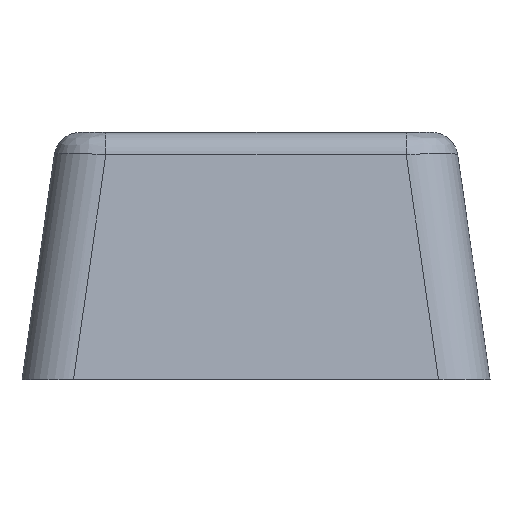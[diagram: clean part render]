
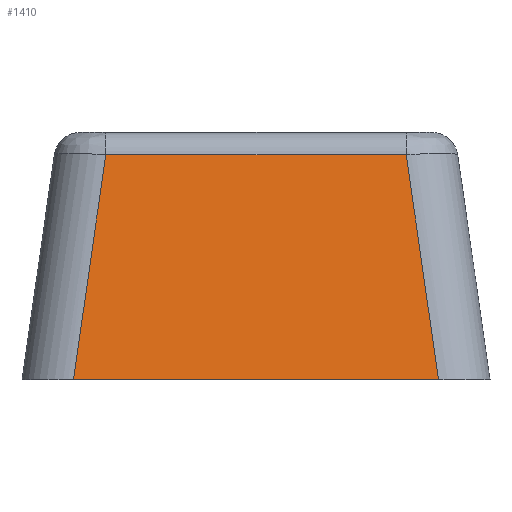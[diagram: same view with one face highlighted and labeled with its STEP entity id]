
A CAD part, left-side view. The second image highlights one B-rep face of the part: STEP entity #1410.
In plain terms, the highlighted planar face has unit normal (-0.99, 0, 0.142).
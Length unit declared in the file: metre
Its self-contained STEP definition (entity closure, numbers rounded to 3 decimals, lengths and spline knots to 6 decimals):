
#144=LINE('',#2032,#270);
#151=LINE('',#2060,#277);
#152=LINE('',#2062,#278);
#153=LINE('',#2064,#279);
#270=VECTOR('',#1640,1.);
#277=VECTOR('',#1663,1.);
#278=VECTOR('',#1664,1.);
#279=VECTOR('',#1665,1.);
#442=ORIENTED_EDGE('',*,*,#860,.T.);
#443=ORIENTED_EDGE('',*,*,#874,.T.);
#444=ORIENTED_EDGE('',*,*,#875,.T.);
#445=ORIENTED_EDGE('',*,*,#876,.T.);
#860=EDGE_CURVE('',#1077,#1076,#144,.T.);
#874=EDGE_CURVE('',#1076,#1090,#151,.T.);
#875=EDGE_CURVE('',#1090,#1091,#152,.F.);
#876=EDGE_CURVE('',#1091,#1077,#153,.F.);
#1076=VERTEX_POINT('',#2031);
#1077=VERTEX_POINT('',#2033);
#1090=VERTEX_POINT('',#2061);
#1091=VERTEX_POINT('',#2063);
#1198=EDGE_LOOP('',(#442,#443,#444,#445));
#1288=FACE_BOUND('',#1198,.T.);
#1374=PLANE('',#1526);
#1410=ADVANCED_FACE('',(#1288),#1374,.T.);
#1526=AXIS2_PLACEMENT_3D('',#2059,#1661,#1662);
#1640=DIRECTION('',(0.,-1.,0.));
#1661=DIRECTION('',(-0.99,0.,0.142));
#1662=DIRECTION('',(0.142,0.,0.99));
#1663=DIRECTION('',(0.141,0.141,0.98));
#1664=DIRECTION('',(0.,-1.,0.));
#1665=DIRECTION('',(0.141,-0.141,0.98));
#2031=CARTESIAN_POINT('',(0.166,-0.01702,0.));
#2032=CARTESIAN_POINT('',(0.166,-0.01,0.));
#2033=CARTESIAN_POINT('',(0.166,-0.00298,0.));
#2059=CARTESIAN_POINT('',(0.166,-0.019,0.));
#2060=CARTESIAN_POINT('',(0.165961,-0.01706,-0.000273));
#2061=CARTESIAN_POINT('',(0.167243,-0.015777,0.008642));
#2062=CARTESIAN_POINT('',(0.167243,-0.019,0.008642));
#2063=CARTESIAN_POINT('',(0.167243,-0.004223,0.008642));
#2064=CARTESIAN_POINT('',(0.166318,-0.003298,0.002213));
